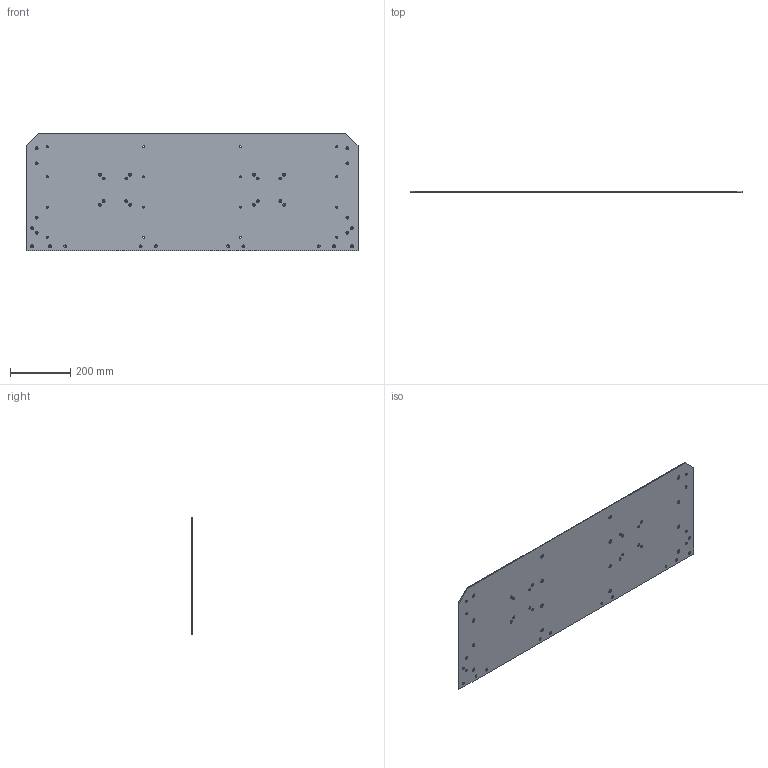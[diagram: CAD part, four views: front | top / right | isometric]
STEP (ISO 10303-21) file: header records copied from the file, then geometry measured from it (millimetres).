
FILE_DESCRIPTION (( 'STEP AP214' ), '1' );
FILE_NAME ('Monitor Plate.STEP', '2023-02-07T00:41:06', ( '' ), ( '' ), 'SwSTEP 2.0', 'SolidWorks 2022', '' );
FILE_SCHEMA (( 'AUTOMOTIVE_DESIGN' ));
Length unit declared in the file: millimetre
Products named in the file (1): Monitor Plate
Bounding box: 1100 x 3.17 x 390 mm (x, y, z)
Volume: 1349167.6 mm3; surface area: 864722.2 mm2
Topology: 1 solids, 1 shells, 232 faces, 570 edges, 356 vertices
Faces by surface type: cylinder 136, cone 72, plane 24
Entity records: 7184 total; most frequent: DIRECTION 1380, CARTESIAN_POINT 1159, ORIENTED_EDGE 1140, AXIS2_PLACEMENT_3D 577, EDGE_CURVE 570, VERTEX_POINT 356, EDGE_LOOP 352, CIRCLE 344
